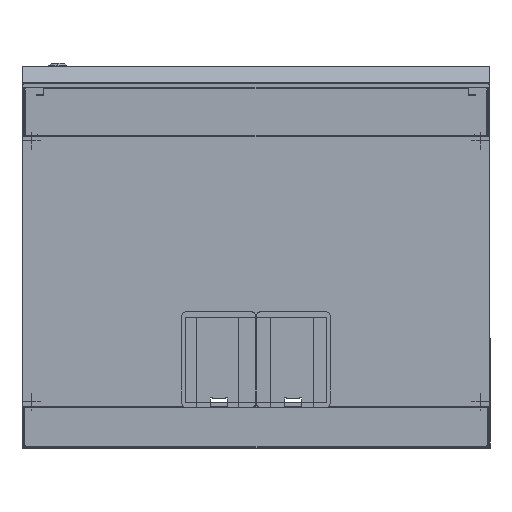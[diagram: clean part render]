
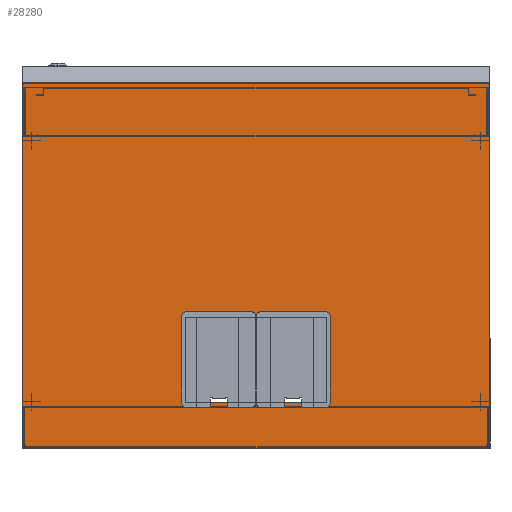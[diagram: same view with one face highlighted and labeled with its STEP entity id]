
A CAD part, front view. The second image highlights one B-rep face of the part: STEP entity #28280.
In plain terms, the highlighted face is planar.
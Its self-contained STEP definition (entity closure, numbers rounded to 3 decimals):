
#985 = VECTOR ( 'NONE', #3466, 1000. ) ;
#2518 = DIRECTION ( 'NONE',  ( 0., 1., 0. ) ) ;
#2929 = VECTOR ( 'NONE', #30451, 1000. ) ;
#3466 = DIRECTION ( 'NONE',  ( 0., 0., -1. ) ) ;
#3826 = CARTESIAN_POINT ( 'NONE',  ( 204.989, 27.7, 82.5 ) ) ;
#3930 = VERTEX_POINT ( 'NONE', #23547 ) ;
#4243 = VERTEX_POINT ( 'NONE', #29968 ) ;
#4342 = DIRECTION ( 'NONE',  ( 0., 0., 1. ) ) ;
#4597 = ORIENTED_EDGE ( 'NONE', *, *, #55922, .F. ) ;
#4656 = FACE_BOUND ( 'NONE', #34317, .T. ) ;
#5333 = DIRECTION ( 'NONE',  ( 0., 1., 0. ) ) ;
#6063 = ORIENTED_EDGE ( 'NONE', *, *, #11448, .F. ) ;
#9131 = VERTEX_POINT ( 'NONE', #28495 ) ;
#9995 = DIRECTION ( 'NONE',  ( 1., 0., 0. ) ) ;
#10494 = CARTESIAN_POINT ( 'NONE',  ( 204.575, 27.7, 274.6 ) ) ;
#11110 = CARTESIAN_POINT ( 'NONE',  ( 204.575, 27.7, -273.35 ) ) ;
#11448 = EDGE_CURVE ( 'NONE', #50146, #12978, #24756, .T. ) ;
#11579 = CARTESIAN_POINT ( 'NONE',  ( 204.989, 27.7, -82.5 ) ) ;
#12978 = VERTEX_POINT ( 'NONE', #47316 ) ;
#13040 = VECTOR ( 'NONE', #9995, 1000. ) ;
#13180 = AXIS2_PLACEMENT_3D ( 'NONE', #22977, #44029, #65100 ) ;
#14298 = EDGE_CURVE ( 'NONE', #41282, #21935, #56277, .T. ) ;
#14910 = LINE ( 'NONE', #66742, #38799 ) ;
#14926 = EDGE_CURVE ( 'NONE', #21935, #4243, #27543, .T. ) ;
#15615 = EDGE_CURVE ( 'NONE', #41393, #60049, #20392, .T. ) ;
#17128 = DIRECTION ( 'NONE',  ( -1., 0., 0. ) ) ;
#17448 = CARTESIAN_POINT ( 'NONE',  ( -170., 27.7, 275. ) ) ;
#17912 = ORIENTED_EDGE ( 'NONE', *, *, #58183, .F. ) ;
#18328 = CIRCLE ( 'NONE', #35955, 1.25 ) ;
#19536 = FACE_OUTER_BOUND ( 'NONE', #42082, .T. ) ;
#19568 = EDGE_CURVE ( 'NONE', #12978, #40888, #14910, .T. ) ;
#20272 = CARTESIAN_POINT ( 'NONE',  ( 204.575, 27.7, 273.35 ) ) ;
#20392 = LINE ( 'NONE', #3826, #13040 ) ;
#21365 = ORIENTED_EDGE ( 'NONE', *, *, #36118, .F. ) ;
#21935 = VERTEX_POINT ( 'NONE', #52828 ) ;
#21991 = ORIENTED_EDGE ( 'NONE', *, *, #14298, .F. ) ;
#22884 = VECTOR ( 'NONE', #17128, 1000. ) ;
#22977 = CARTESIAN_POINT ( 'NONE',  ( -224., 27.7, -274.6 ) ) ;
#23547 = CARTESIAN_POINT ( 'NONE',  ( -70., 27.7, -82.5 ) ) ;
#23900 = VECTOR ( 'NONE', #4342, 1000. ) ;
#24756 = CIRCLE ( 'NONE', #40214, 1.25 ) ;
#25061 = CARTESIAN_POINT ( 'NONE',  ( 204.989, 27.7, 275. ) ) ;
#25563 = CARTESIAN_POINT ( 'NONE',  ( -224., 27.7, 275. ) ) ;
#25754 = DIRECTION ( 'NONE',  ( 0., -1., 0. ) ) ;
#26811 = ORIENTED_EDGE ( 'NONE', *, *, #32413, .F. ) ;
#27543 = CIRCLE ( 'NONE', #13180, 1.25 ) ;
#27598 = CARTESIAN_POINT ( 'NONE',  ( -224., 27.7, 274.6 ) ) ;
#28205 = CARTESIAN_POINT ( 'NONE',  ( -224., 27.7, 273.35 ) ) ;
#28280 = ADVANCED_FACE ( 'NONE', ( #4656, #19536 ), #35387, .F. ) ;
#28495 = CARTESIAN_POINT ( 'NONE',  ( 203.478, 27.7, -274. ) ) ;
#28748 = ORIENTED_EDGE ( 'NONE', *, *, #19568, .F. ) ;
#29968 = CARTESIAN_POINT ( 'NONE',  ( -222.903, 27.7, -274. ) ) ;
#30451 = DIRECTION ( 'NONE',  ( 1., 0., 0. ) ) ;
#30587 = LINE ( 'NONE', #51656, #23900 ) ;
#30891 = EDGE_CURVE ( 'NONE', #40888, #41282, #18328, .T. ) ;
#31587 = CARTESIAN_POINT ( 'NONE',  ( -70., 27.7, 275. ) ) ;
#32413 = EDGE_CURVE ( 'NONE', #68291, #50146, #30587, .T. ) ;
#33071 = DIRECTION ( 'NONE',  ( 0., 1., 0. ) ) ;
#34317 = EDGE_LOOP ( 'NONE', ( #21365, #39276, #56711, #66303 ) ) ;
#35387 = PLANE ( 'NONE',  #61621 ) ;
#35955 = AXIS2_PLACEMENT_3D ( 'NONE', #27598, #33071, #66163 ) ;
#36118 = EDGE_CURVE ( 'NONE', #54414, #41393, #65110, .T. ) ;
#37248 = CIRCLE ( 'NONE', #63754, 1.25 ) ;
#38799 = VECTOR ( 'NONE', #57042, 1000. ) ;
#39276 = ORIENTED_EDGE ( 'NONE', *, *, #57592, .F. ) ;
#39659 = CARTESIAN_POINT ( 'NONE',  ( -222.903, 27.7, 274. ) ) ;
#39817 = CARTESIAN_POINT ( 'NONE',  ( 204.575, 27.7, -274.6 ) ) ;
#40214 = AXIS2_PLACEMENT_3D ( 'NONE', #10494, #5333, #47446 ) ;
#40888 = VERTEX_POINT ( 'NONE', #39659 ) ;
#40965 = CARTESIAN_POINT ( 'NONE',  ( -70., 27.7, 82.5 ) ) ;
#41282 = VERTEX_POINT ( 'NONE', #28205 ) ;
#41393 = VERTEX_POINT ( 'NONE', #46143 ) ;
#41504 = CARTESIAN_POINT ( 'NONE',  ( 204.989, 27.7, -274. ) ) ;
#41977 = LINE ( 'NONE', #31587, #58722 ) ;
#42082 = EDGE_LOOP ( 'NONE', ( #28748, #6063, #26811, #17912, #4597, #62205, #21991, #59530 ) ) ;
#44029 = DIRECTION ( 'NONE',  ( 0., 1., 0. ) ) ;
#44662 = DIRECTION ( 'NONE',  ( -1., 0., 0. ) ) ;
#45035 = CARTESIAN_POINT ( 'NONE',  ( -170., 27.7, -82.5 ) ) ;
#46143 = CARTESIAN_POINT ( 'NONE',  ( -170., 27.7, 82.5 ) ) ;
#47316 = CARTESIAN_POINT ( 'NONE',  ( 203.478, 27.7, 274. ) ) ;
#47446 = DIRECTION ( 'NONE',  ( 1., 0., 0. ) ) ;
#49129 = EDGE_CURVE ( 'NONE', #60049, #3930, #41977, .T. ) ;
#50146 = VERTEX_POINT ( 'NONE', #20272 ) ;
#50434 = VECTOR ( 'NONE', #60262, 1000. ) ;
#51656 = CARTESIAN_POINT ( 'NONE',  ( 204.575, 27.7, 275. ) ) ;
#52828 = CARTESIAN_POINT ( 'NONE',  ( -224., 27.7, -273.35 ) ) ;
#54414 = VERTEX_POINT ( 'NONE', #45035 ) ;
#55922 = EDGE_CURVE ( 'NONE', #4243, #9131, #62560, .T. ) ;
#56277 = LINE ( 'NONE', #25563, #985 ) ;
#56479 = DIRECTION ( 'NONE',  ( 1., 0., 0. ) ) ;
#56711 = ORIENTED_EDGE ( 'NONE', *, *, #49129, .F. ) ;
#57042 = DIRECTION ( 'NONE',  ( -1., 0., 0. ) ) ;
#57592 = EDGE_CURVE ( 'NONE', #3930, #54414, #65112, .T. ) ;
#58183 = EDGE_CURVE ( 'NONE', #9131, #68291, #37248, .T. ) ;
#58722 = VECTOR ( 'NONE', #64389, 1000. ) ;
#59530 = ORIENTED_EDGE ( 'NONE', *, *, #30891, .F. ) ;
#60049 = VERTEX_POINT ( 'NONE', #40965 ) ;
#60262 = DIRECTION ( 'NONE',  ( 0., 0., 1. ) ) ;
#61621 = AXIS2_PLACEMENT_3D ( 'NONE', #25061, #25754, #56479 ) ;
#62205 = ORIENTED_EDGE ( 'NONE', *, *, #14926, .F. ) ;
#62560 = LINE ( 'NONE', #41504, #2929 ) ;
#63754 = AXIS2_PLACEMENT_3D ( 'NONE', #39817, #2518, #44662 ) ;
#64389 = DIRECTION ( 'NONE',  ( 0., 0., -1. ) ) ;
#65100 = DIRECTION ( 'NONE',  ( 1., 0., 0. ) ) ;
#65110 = LINE ( 'NONE', #17448, #50434 ) ;
#65112 = LINE ( 'NONE', #11579, #22884 ) ;
#66163 = DIRECTION ( 'NONE',  ( -1., 0., 0. ) ) ;
#66303 = ORIENTED_EDGE ( 'NONE', *, *, #15615, .F. ) ;
#66742 = CARTESIAN_POINT ( 'NONE',  ( 204.989, 27.7, 274. ) ) ;
#68291 = VERTEX_POINT ( 'NONE', #11110 ) ;
